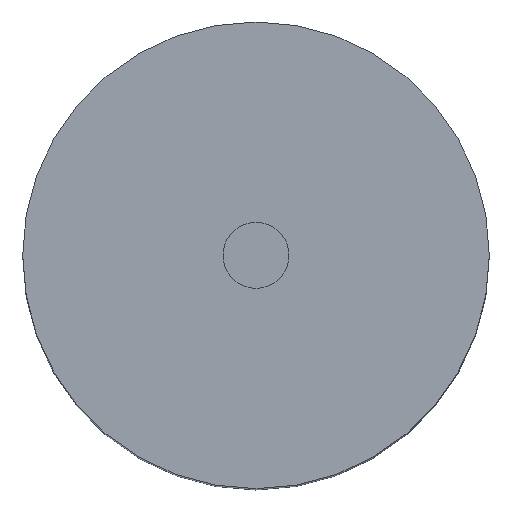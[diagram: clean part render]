
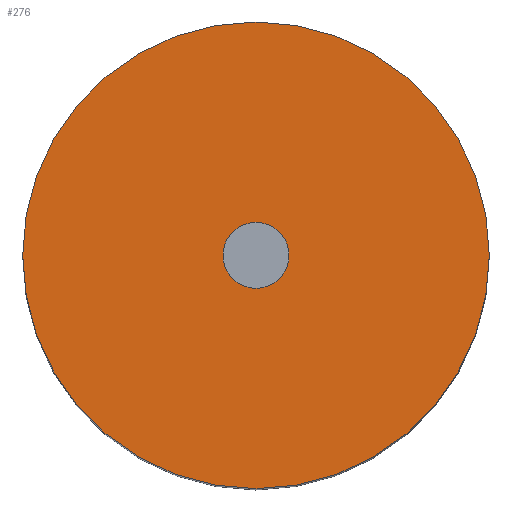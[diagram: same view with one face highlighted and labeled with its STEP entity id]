
A CAD part, top view. The second image highlights one B-rep face of the part: STEP entity #276.
In plain terms, the highlighted planar face has unit normal (0, 0, 1).
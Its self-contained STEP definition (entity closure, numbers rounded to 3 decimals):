
#19=FACE_BOUND('',#64,.T.);
#27=PLANE('',#341);
#42=FACE_OUTER_BOUND('',#63,.T.);
#63=EDGE_LOOP('',(#242));
#64=EDGE_LOOP('',(#243));
#106=CIRCLE('',#328,3.5);
#112=CIRCLE('',#342,24.75);
#134=VERTEX_POINT('',#497);
#140=VERTEX_POINT('',#521);
#165=EDGE_CURVE('',#134,#134,#106,.T.);
#175=EDGE_CURVE('',#140,#140,#112,.T.);
#242=ORIENTED_EDGE('',*,*,#175,.T.);
#243=ORIENTED_EDGE('',*,*,#165,.F.);
#276=ADVANCED_FACE('',(#42,#19),#27,.T.);
#328=AXIS2_PLACEMENT_3D('',#498,#403,#404);
#341=AXIS2_PLACEMENT_3D('',#520,#433,#434);
#342=AXIS2_PLACEMENT_3D('',#522,#435,#436);
#403=DIRECTION('center_axis',(0.,0.,1.));
#404=DIRECTION('ref_axis',(1.,0.,0.));
#433=DIRECTION('center_axis',(0.,0.,1.));
#434=DIRECTION('ref_axis',(1.,0.,0.));
#435=DIRECTION('center_axis',(0.,0.,1.));
#436=DIRECTION('ref_axis',(1.,0.,0.));
#497=CARTESIAN_POINT('',(3.5,0.,1.));
#498=CARTESIAN_POINT('Origin',(0.,0.,1.));
#520=CARTESIAN_POINT('Origin',(3.5,0.,1.));
#521=CARTESIAN_POINT('',(-24.75,0.,1.));
#522=CARTESIAN_POINT('Origin',(0.,0.,1.));
